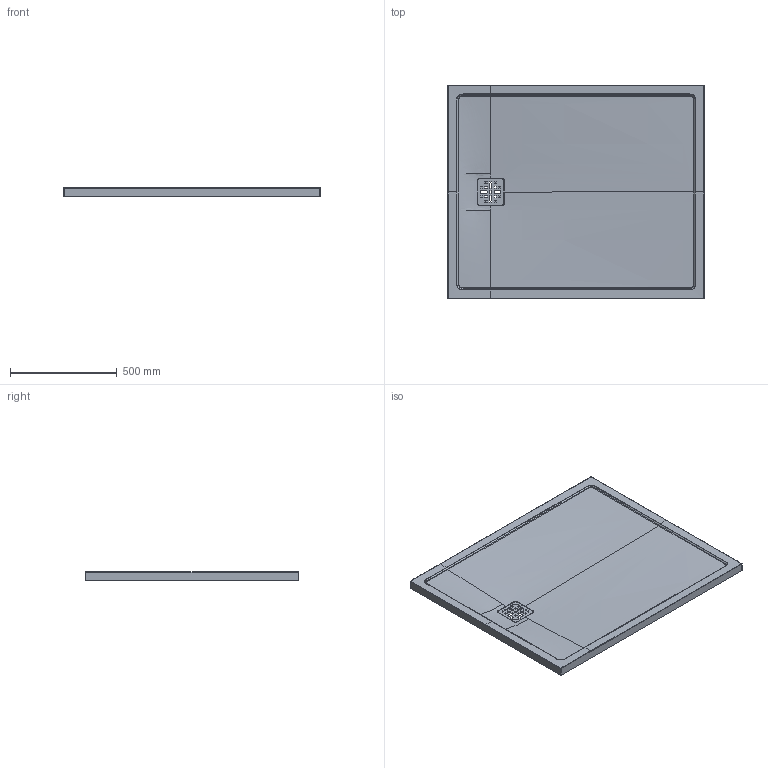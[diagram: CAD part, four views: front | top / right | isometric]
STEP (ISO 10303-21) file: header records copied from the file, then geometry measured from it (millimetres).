
FILE_DESCRIPTION(/* description */ (''),/* implementation_level */ '2;1');
FILE_NAME(/* name */ '19-029_M08231A_120X100X4 EDGE_PIETRA.stp',/* time_stamp */ '2021-03-30T11:30:43+02:00',/* author */ (''),/* organization */ (''),/* preprocessor_version */ 'ST-DEVELOPER v15',/* originating_system */ 'SIEMENS PLM Software NX 8.5',/* authorisation */ '');
FILE_SCHEMA (('AP203_CONFIGURATION_CONTROLLED_3D_DESIGN_OF_MECHANICAL_PARTS_AND_ASSEMBLIES_MIM_LF { 1 0 10303 403 2 1 2}'));
Products named in the file (1): carl61941A527y9j
Bounding box: 1200 x 1000 x 39.98 mm (x, y, z)
Volume: 24291080.9 mm3; surface area: 2634866.7 mm2
Topology: 2 solids, 2 shells, 386 faces, 1013 edges, 626 vertices
Faces by surface type: bspline 148, plane 115, cylinder 98, cone 9, sphere 8, torus 8
Full cylindrical faces by diameter (mm): 90 x1
Entity records: 71950 total; most frequent: CARTESIAN_POINT 63335, ORIENTED_EDGE 1986, DIRECTION 1480, EDGE_CURVE 993, VERTEX_POINT 620, AXIS2_PLACEMENT_3D 542, EDGE_LOOP 431, LINE 396
